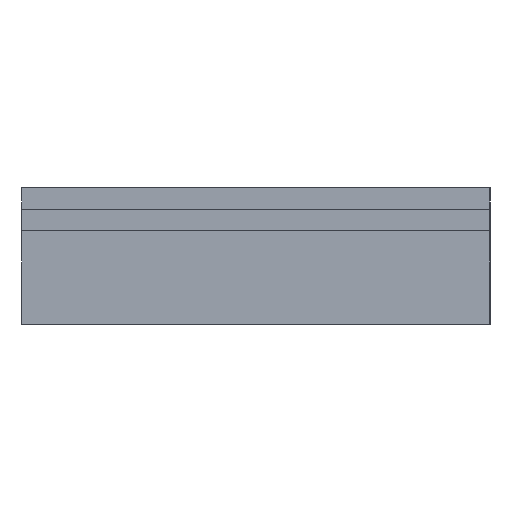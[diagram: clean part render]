
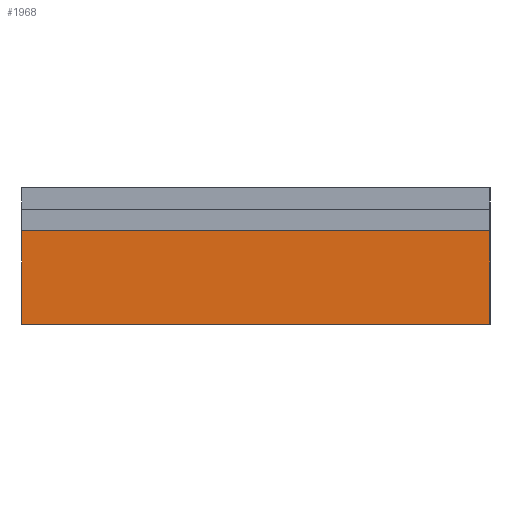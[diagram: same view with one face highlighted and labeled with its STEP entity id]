
A CAD part, left-side view. The second image highlights one B-rep face of the part: STEP entity #1968.
In plain terms, the highlighted planar face has unit normal (-1, 0, 0).
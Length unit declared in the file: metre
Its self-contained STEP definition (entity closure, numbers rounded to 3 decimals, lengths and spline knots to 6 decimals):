
#304=ORIENTED_EDGE('',*,*,#718,.T.);
#305=ORIENTED_EDGE('',*,*,#691,.F.);
#306=ORIENTED_EDGE('',*,*,#719,.F.);
#307=ORIENTED_EDGE('',*,*,#708,.T.);
#691=EDGE_CURVE('',#919,#917,#1127,.T.);
#708=EDGE_CURVE('',#935,#934,#1144,.T.);
#718=EDGE_CURVE('',#934,#917,#1146,.T.);
#719=EDGE_CURVE('',#935,#919,#1147,.T.);
#917=VERTEX_POINT('',#2918);
#919=VERTEX_POINT('',#2922);
#934=VERTEX_POINT('',#2957);
#935=VERTEX_POINT('',#2959);
#1127=LINE('',#2923,#1355);
#1144=LINE('',#2958,#1372);
#1146=LINE('',#2982,#1374);
#1147=LINE('',#2983,#1375);
#1355=VECTOR('',#2394,1.);
#1372=VECTOR('',#2417,1.);
#1374=VECTOR('',#2445,1.);
#1375=VECTOR('',#2446,1.);
#1561=EDGE_LOOP('',(#304,#305,#306,#307));
#1737=FACE_BOUND('',#1561,.T.);
#1874=PLANE('',#2124);
#1968=ADVANCED_FACE('',(#1737),#1874,.F.);
#2124=AXIS2_PLACEMENT_3D('',#2981,#2443,#2444);
#2394=DIRECTION('',(0.,0.,-1.));
#2417=DIRECTION('',(0.,0.,-1.));
#2443=DIRECTION('',(1.,0.,0.));
#2444=DIRECTION('',(0.,0.,-1.));
#2445=DIRECTION('',(0.,-1.,0.));
#2446=DIRECTION('',(0.,-1.,0.));
#2918=CARTESIAN_POINT('',(-0.04675,-0.0325,0.));
#2922=CARTESIAN_POINT('',(-0.04675,-0.0325,0.013));
#2923=CARTESIAN_POINT('',(-0.04675,-0.0325,0.003));
#2957=CARTESIAN_POINT('',(-0.04675,0.0325,0.));
#2958=CARTESIAN_POINT('',(-0.04675,0.0325,0.003));
#2959=CARTESIAN_POINT('',(-0.04675,0.0325,0.013));
#2981=CARTESIAN_POINT('',(-0.04675,0.,0.003));
#2982=CARTESIAN_POINT('',(-0.04675,0.,0.));
#2983=CARTESIAN_POINT('',(-0.04675,0.,0.013));
